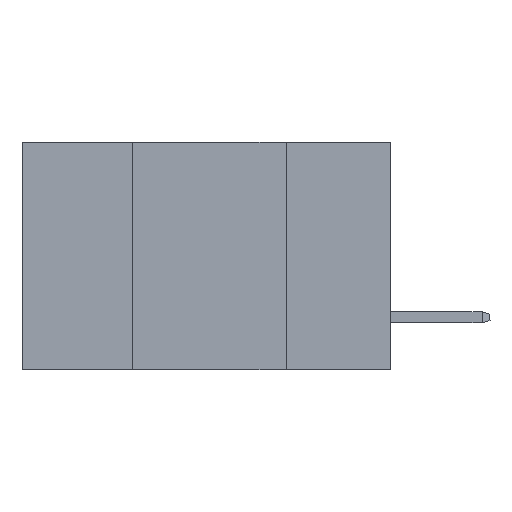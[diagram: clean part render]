
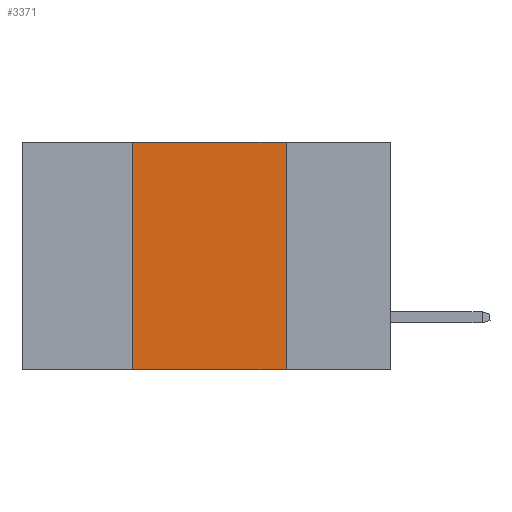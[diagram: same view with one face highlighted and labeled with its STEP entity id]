
A CAD part, left-side view. The second image highlights one B-rep face of the part: STEP entity #3371.
In plain terms, the highlighted planar face has unit normal (-1, 0, 0).
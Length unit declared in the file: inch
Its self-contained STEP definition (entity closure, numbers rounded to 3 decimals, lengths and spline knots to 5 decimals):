
#90 = CARTESIAN_POINT ( 'NONE',  ( 0., 0.6, 0. ) ) ;
#238 = FACE_OUTER_BOUND ( 'NONE', #14175, .T. ) ;
#414 = VECTOR ( 'NONE', #6126, 39.37008 ) ;
#1195 = ORIENTED_EDGE ( 'NONE', *, *, #5531, .T. ) ;
#1474 = VECTOR ( 'NONE', #10214, 39.37008 ) ;
#1585 = DIRECTION ( 'NONE',  ( 0., -1., 0. ) ) ;
#3308 = VERTEX_POINT ( 'NONE', #15934 ) ;
#3371 = ADVANCED_FACE ( 'NONE', ( #238 ), #11926, .F. ) ;
#3500 = VERTEX_POINT ( 'NONE', #3942 ) ;
#3942 = CARTESIAN_POINT ( 'NONE',  ( 0., 0.42, -0.37 ) ) ;
#4869 = VECTOR ( 'NONE', #1585, 39.37008 ) ;
#5114 = LINE ( 'NONE', #6145, #414 ) ;
#5531 = EDGE_CURVE ( 'NONE', #3500, #15244, #5114, .T. ) ;
#6126 = DIRECTION ( 'NONE',  ( 0., -1., 0. ) ) ;
#6145 = CARTESIAN_POINT ( 'NONE',  ( 0., 0.6, -0.37 ) ) ;
#6917 = CARTESIAN_POINT ( 'NONE',  ( 0., 0.42, 0. ) ) ;
#7247 = CARTESIAN_POINT ( 'NONE',  ( 0., 0.42, 0. ) ) ;
#7428 = CARTESIAN_POINT ( 'NONE',  ( 0., 0.17, -0.37 ) ) ;
#8844 = LINE ( 'NONE', #8852, #1474 ) ;
#8852 = CARTESIAN_POINT ( 'NONE',  ( 0., 0.17, 0. ) ) ;
#10214 = DIRECTION ( 'NONE',  ( 0., 0., -1. ) ) ;
#10404 = EDGE_CURVE ( 'NONE', #3308, #15244, #8844, .T. ) ;
#10413 = ORIENTED_EDGE ( 'NONE', *, *, #13446, .F. ) ;
#11557 = DIRECTION ( 'NONE',  ( 0., 0., -1. ) ) ;
#11657 = ORIENTED_EDGE ( 'NONE', *, *, #14173, .F. ) ;
#11748 = DIRECTION ( 'NONE',  ( 1., 0., 0. ) ) ;
#11835 = CARTESIAN_POINT ( 'NONE',  ( 0., 0.6, 0. ) ) ;
#11926 = PLANE ( 'NONE',  #17189 ) ;
#12534 = LINE ( 'NONE', #90, #4869 ) ;
#13299 = VECTOR ( 'NONE', #16589, 39.37008 ) ;
#13446 = EDGE_CURVE ( 'NONE', #15021, #3308, #12534, .T. ) ;
#14173 = EDGE_CURVE ( 'NONE', #3500, #15021, #16739, .T. ) ;
#14175 = EDGE_LOOP ( 'NONE', ( #14217, #10413, #11657, #1195 ) ) ;
#14217 = ORIENTED_EDGE ( 'NONE', *, *, #10404, .F. ) ;
#15021 = VERTEX_POINT ( 'NONE', #6917 ) ;
#15244 = VERTEX_POINT ( 'NONE', #7428 ) ;
#15934 = CARTESIAN_POINT ( 'NONE',  ( 0., 0.17, 0. ) ) ;
#16589 = DIRECTION ( 'NONE',  ( 0., 0., 1. ) ) ;
#16739 = LINE ( 'NONE', #7247, #13299 ) ;
#17189 = AXIS2_PLACEMENT_3D ( 'NONE', #11835, #11748, #11557 ) ;
